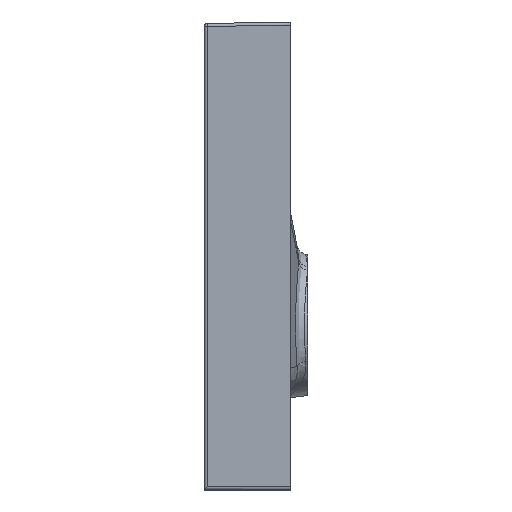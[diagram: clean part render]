
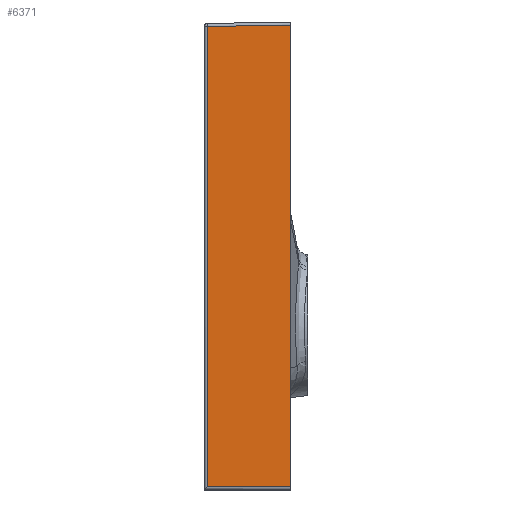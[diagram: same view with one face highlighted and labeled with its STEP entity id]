
A CAD part, left-side view. The second image highlights one B-rep face of the part: STEP entity #6371.
In plain terms, the highlighted planar face has unit normal (-1, 0.018, 0).
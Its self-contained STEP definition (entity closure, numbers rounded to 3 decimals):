
#214 = ORIENTED_EDGE ( 'NONE', *, *, #4715, .T. ) ;
#467 = VERTEX_POINT ( 'NONE', #2570 ) ;
#828 = CARTESIAN_POINT ( 'NONE',  ( -401., -85., 378.004 ) ) ;
#844 = EDGE_CURVE ( 'NONE', #467, #9186, #3698, .T. ) ;
#1011 = EDGE_CURVE ( 'NONE', #467, #8483, #9928, .T. ) ;
#1131 = CARTESIAN_POINT ( 'NONE',  ( -399.568, -2.948, 373.572 ) ) ;
#1599 = DIRECTION ( 'NONE',  ( 0., 0., -1. ) ) ;
#1634 = LINE ( 'NONE', #5670, #3332 ) ;
#2472 = VECTOR ( 'NONE', #1599, 1000. ) ;
#2570 = CARTESIAN_POINT ( 'NONE',  ( -401., -85., 375.004 ) ) ;
#2685 = CARTESIAN_POINT ( 'NONE',  ( -401., -85., 378.004 ) ) ;
#2937 = ORIENTED_EDGE ( 'NONE', *, *, #2985, .T. ) ;
#2985 = EDGE_CURVE ( 'NONE', #9186, #4629, #6621, .T. ) ;
#3332 = VECTOR ( 'NONE', #9742, 1000. ) ;
#3370 = EDGE_LOOP ( 'NONE', ( #2937, #214, #11214, #10518 ) ) ;
#3698 = LINE ( 'NONE', #7741, #6764 ) ;
#4629 = VERTEX_POINT ( 'NONE', #7515 ) ;
#4715 = EDGE_CURVE ( 'NONE', #4629, #8483, #1634, .T. ) ;
#4857 = DIRECTION ( 'NONE',  ( 0., 0., -1. ) ) ;
#5275 = VECTOR ( 'NONE', #4857, 1000. ) ;
#5670 = CARTESIAN_POINT ( 'NONE',  ( -401., -85., -78.996 ) ) ;
#6371 = ADVANCED_FACE ( 'NONE', ( #7717 ), #11780, .T. ) ;
#6621 = LINE ( 'NONE', #10698, #2472 ) ;
#6723 = DIRECTION ( 'NONE',  ( -1., 0.017, 0. ) ) ;
#6764 = VECTOR ( 'NONE', #11805, 1000. ) ;
#7515 = CARTESIAN_POINT ( 'NONE',  ( -399.568, -2.948, -78.996 ) ) ;
#7717 = FACE_OUTER_BOUND ( 'NONE', #3370, .T. ) ;
#7741 = CARTESIAN_POINT ( 'NONE',  ( -399.517, -0.052, 373.521 ) ) ;
#8317 = CARTESIAN_POINT ( 'NONE',  ( -401., -85., -78.996 ) ) ;
#8483 = VERTEX_POINT ( 'NONE', #8317 ) ;
#9186 = VERTEX_POINT ( 'NONE', #1131 ) ;
#9742 = DIRECTION ( 'NONE',  ( -0.017, -1., 0. ) ) ;
#9928 = LINE ( 'NONE', #828, #5275 ) ;
#10518 = ORIENTED_EDGE ( 'NONE', *, *, #844, .T. ) ;
#10698 = CARTESIAN_POINT ( 'NONE',  ( -399.568, -2.948, 378.004 ) ) ;
#10802 = DIRECTION ( 'NONE',  ( -0.017, -1., 0. ) ) ;
#11214 = ORIENTED_EDGE ( 'NONE', *, *, #1011, .F. ) ;
#11780 = PLANE ( 'NONE',  #12892 ) ;
#11805 = DIRECTION ( 'NONE',  ( 0.017, 1., -0.017 ) ) ;
#12892 = AXIS2_PLACEMENT_3D ( 'NONE', #2685, #6723, #10802 ) ;
